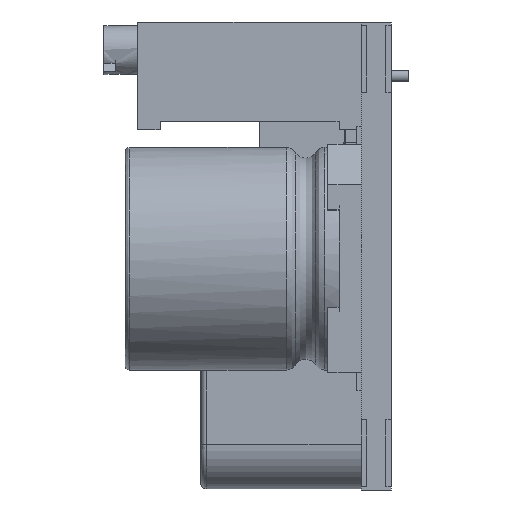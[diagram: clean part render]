
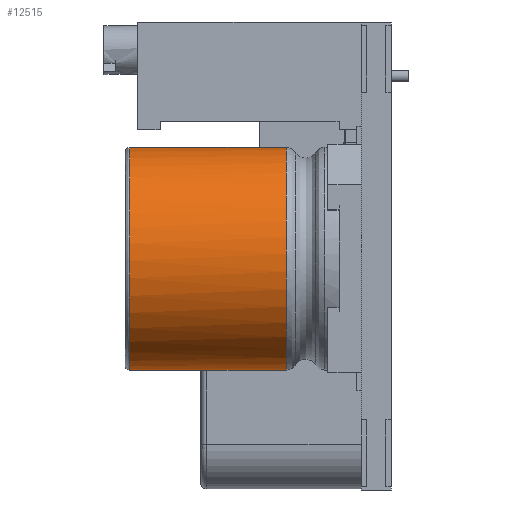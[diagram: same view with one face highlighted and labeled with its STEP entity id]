
A CAD part, left-side view. The second image highlights one B-rep face of the part: STEP entity #12515.
In plain terms, the highlighted free-form (B-spline) face has degree [2, 1] with [9, 2] control points.
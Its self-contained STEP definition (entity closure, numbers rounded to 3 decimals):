
#12289 = VERTEX_POINT('',#12290);
#12290 = CARTESIAN_POINT('',(3.798,36.466,
    32.448));
#12296 = EDGE_CURVE('',#12289,#12289,#12297,.T.);
#12297 = ( BOUNDED_CURVE() B_SPLINE_CURVE(2,(#12298,#12299,#12300,#12301
    ,#12302,#12303,#12304),.UNSPECIFIED.,.T.,.F.) 
B_SPLINE_CURVE_WITH_KNOTS((3,2,2,3),(3.142,5.236,
7.33,9.425),.PIECEWISE_BEZIER_KNOTS.) CURVE() 
GEOMETRIC_REPRESENTATION_ITEM() RATIONAL_B_SPLINE_CURVE((1.,0.5,1.,0.5,
1.,0.5,1.)) REPRESENTATION_ITEM('') );
#12298 = CARTESIAN_POINT('',(3.798,36.466,
    32.448));
#12299 = CARTESIAN_POINT('',(13.813,36.466,
    32.448));
#12300 = CARTESIAN_POINT('',(8.806,36.466,
    41.122));
#12301 = CARTESIAN_POINT('',(3.798,36.466,
    49.795));
#12302 = CARTESIAN_POINT('',(-1.21,36.466,
    41.122));
#12303 = CARTESIAN_POINT('',(-6.217,36.466,
    32.448));
#12304 = CARTESIAN_POINT('',(3.798,36.466,
    32.448));
#12338 = EDGE_CURVE('',#12339,#12339,#12341,.T.);
#12339 = VERTEX_POINT('',#12340);
#12340 = CARTESIAN_POINT('',(3.798,28.331,
    32.448));
#12341 = ( BOUNDED_CURVE() B_SPLINE_CURVE(2,(#12342,#12343,#12344,#12345
    ,#12346,#12347,#12348),.UNSPECIFIED.,.T.,.F.) 
B_SPLINE_CURVE_WITH_KNOTS((3,2,2,3),(3.142,5.236,
7.33,9.425),.PIECEWISE_BEZIER_KNOTS.) CURVE() 
GEOMETRIC_REPRESENTATION_ITEM() RATIONAL_B_SPLINE_CURVE((1.,0.5,1.,0.5,
1.,0.5,1.)) REPRESENTATION_ITEM('') );
#12342 = CARTESIAN_POINT('',(3.798,28.331,
    32.448));
#12343 = CARTESIAN_POINT('',(-6.217,28.331,
    32.448));
#12344 = CARTESIAN_POINT('',(-1.21,28.331,
    41.122));
#12345 = CARTESIAN_POINT('',(3.798,28.331,
    49.795));
#12346 = CARTESIAN_POINT('',(8.806,28.331,
    41.122));
#12347 = CARTESIAN_POINT('',(13.813,28.331,
    32.448));
#12348 = CARTESIAN_POINT('',(3.798,28.331,
    32.448));
#12515 = ADVANCED_FACE('',(#12516),#12526,.T.);
#12516 = FACE_BOUND('',#12517,.T.);
#12517 = EDGE_LOOP('',(#12518,#12519,#12524,#12525));
#12518 = ORIENTED_EDGE('',*,*,#12338,.T.);
#12519 = ORIENTED_EDGE('',*,*,#12520,.T.);
#12520 = EDGE_CURVE('',#12339,#12289,#12521,.T.);
#12521 = B_SPLINE_CURVE_WITH_KNOTS('',1,(#12522,#12523),.UNSPECIFIED.,
  .F.,.F.,(2,2),(-7.234,-0.2),.PIECEWISE_BEZIER_KNOTS.);
#12522 = CARTESIAN_POINT('',(3.798,28.331,
    32.448));
#12523 = CARTESIAN_POINT('',(3.798,36.466,
    32.448));
#12524 = ORIENTED_EDGE('',*,*,#12296,.T.);
#12525 = ORIENTED_EDGE('',*,*,#12520,.F.);
#12526 = ( BOUNDED_SURFACE() B_SPLINE_SURFACE(2,1,(
    (#12527,#12528)
    ,(#12529,#12530)
    ,(#12531,#12532)
    ,(#12533,#12534)
    ,(#12535,#12536)
    ,(#12537,#12538)
    ,(#12539,#12540)
    ,(#12541,#12542)
    ,(#12543,#12544
)),.UNSPECIFIED.,.T.,.F.,.F.) B_SPLINE_SURFACE_WITH_KNOTS((3,2,2,2,3),(2
    ,2),(-3.142,-2.094,0.,2.094,3.142)
,(0.2,7.234),.UNSPECIFIED.) GEOMETRIC_REPRESENTATION_ITEM() 
RATIONAL_B_SPLINE_SURFACE((
    (0.75,0.75)
    ,(0.75,0.75)
    ,(1.,1.)
    ,(0.5,0.5)
    ,(1.,1.)
    ,(0.5,0.5)
    ,(1.,1.)
    ,(0.75,0.75)
,(0.75,0.75))) REPRESENTATION_ITEM('') SURFACE() );
#12527 = CARTESIAN_POINT('',(3.798,36.466,
    32.448));
#12528 = CARTESIAN_POINT('',(3.798,28.331,
    32.448));
#12529 = CARTESIAN_POINT('',(7.136,36.466,
    32.448));
#12530 = CARTESIAN_POINT('',(7.136,28.331,
    32.448));
#12531 = CARTESIAN_POINT('',(8.806,36.466,
    35.339));
#12532 = CARTESIAN_POINT('',(8.806,28.331,
    35.339));
#12533 = CARTESIAN_POINT('',(13.813,36.466,
    44.013));
#12534 = CARTESIAN_POINT('',(13.813,28.331,
    44.013));
#12535 = CARTESIAN_POINT('',(3.798,36.466,
    44.013));
#12536 = CARTESIAN_POINT('',(3.798,28.331,
    44.013));
#12537 = CARTESIAN_POINT('',(-6.217,36.466,
    44.013));
#12538 = CARTESIAN_POINT('',(-6.217,28.331,
    44.013));
#12539 = CARTESIAN_POINT('',(-1.21,36.466,
    35.339));
#12540 = CARTESIAN_POINT('',(-1.21,28.331,
    35.339));
#12541 = CARTESIAN_POINT('',(0.46,36.466,
    32.448));
#12542 = CARTESIAN_POINT('',(0.46,28.331,
    32.448));
#12543 = CARTESIAN_POINT('',(3.798,36.466,
    32.448));
#12544 = CARTESIAN_POINT('',(3.798,28.331,
    32.448));
